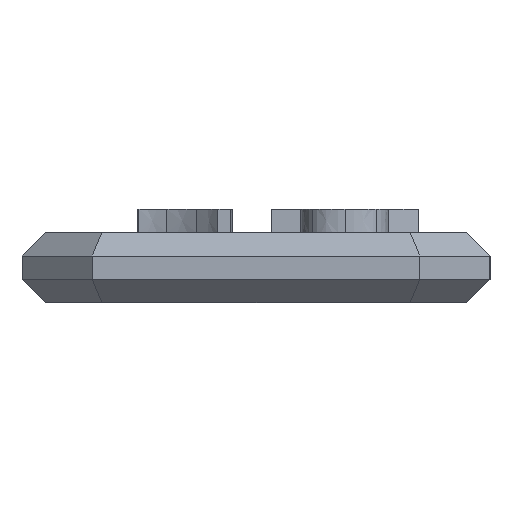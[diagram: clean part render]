
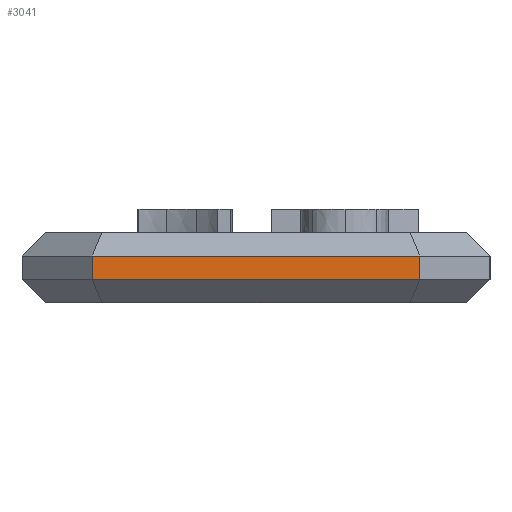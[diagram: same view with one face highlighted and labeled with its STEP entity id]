
A CAD part, left-side view. The second image highlights one B-rep face of the part: STEP entity #3041.
In plain terms, the highlighted planar face has unit normal (-1, 0, 0).
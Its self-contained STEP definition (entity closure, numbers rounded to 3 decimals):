
#3041=ADVANCED_FACE('',(#6433),#6435,.T.);
#6433=FACE_BOUND('',#6434,.T.);
#6434=EDGE_LOOP('',(#9604,#9605,#9606,#9607));
#6435=PLANE('',#6436);
#6436=AXIS2_PLACEMENT_3D('',#6437,#6438,#6439);
#6437=CARTESIAN_POINT('',(-30.,10.,0.));
#6438=DIRECTION('',(-1.,0.,0.));
#6439=DIRECTION('',(0.,-1.,0.));
#9604=ORIENTED_EDGE('',*,*,#11053,.T.);
#9605=ORIENTED_EDGE('',*,*,#11705,.T.);
#9606=ORIENTED_EDGE('',*,*,#11078,.F.);
#9607=ORIENTED_EDGE('',*,*,#11706,.F.);
#11053=EDGE_CURVE('',#12684,#12685,#12686,.T.);
#11078=EDGE_CURVE('',#12719,#12722,#12723,.T.);
#11705=EDGE_CURVE('',#12685,#12722,#13662,.T.);
#11706=EDGE_CURVE('',#12684,#12719,#13663,.T.);
#12684=VERTEX_POINT('',#15511);
#12685=VERTEX_POINT('',#15512);
#12686=LINE('',#15513,#15514);
#12719=VERTEX_POINT('',#15592);
#12722=VERTEX_POINT('',#15599);
#12723=LINE('',#15600,#15601);
#13662=LINE('',#17793,#17794);
#13663=LINE('',#17796,#17797);
#15511=CARTESIAN_POINT('',(-30.,7.,1.));
#15512=CARTESIAN_POINT('',(-30.,-7.,1.));
#15513=CARTESIAN_POINT('',(-30.,7.,1.));
#15514=VECTOR('',#15515,1.);
#15515=DIRECTION('',(0.,-1.,0.));
#15592=CARTESIAN_POINT('',(-30.,7.,2.));
#15599=CARTESIAN_POINT('',(-30.,-7.,2.));
#15600=CARTESIAN_POINT('',(-30.,7.,2.));
#15601=VECTOR('',#15602,1.);
#15602=DIRECTION('',(0.,-1.,0.));
#17793=CARTESIAN_POINT('',(-30.,-7.,1.));
#17794=VECTOR('',#17795,1.);
#17795=DIRECTION('',(0.,0.,1.));
#17796=CARTESIAN_POINT('',(-30.,7.,1.));
#17797=VECTOR('',#17798,1.);
#17798=DIRECTION('',(0.,0.,1.));
